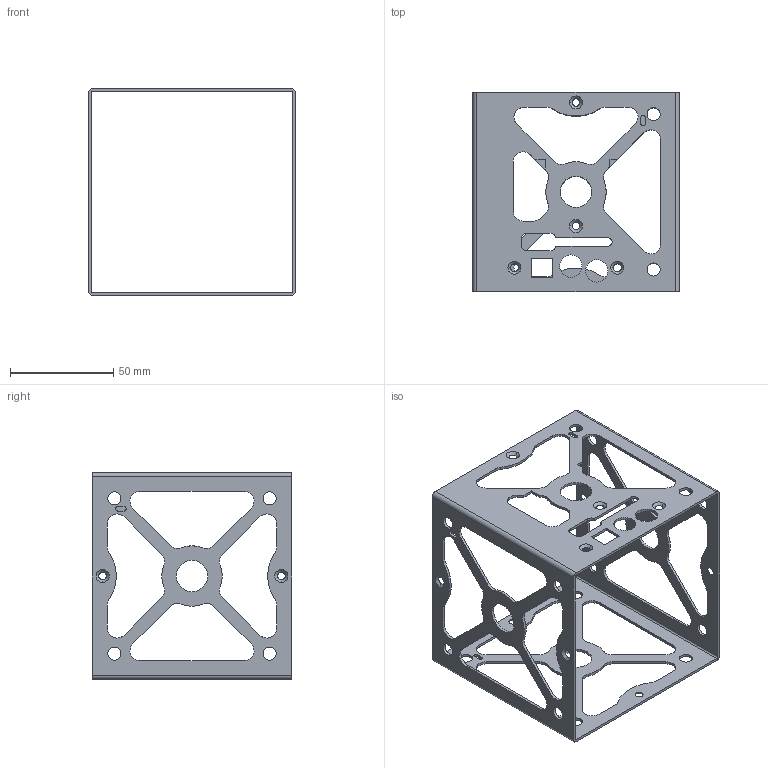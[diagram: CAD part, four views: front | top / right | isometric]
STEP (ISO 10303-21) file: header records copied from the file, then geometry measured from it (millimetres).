
FILE_DESCRIPTION (( 'STEP AP214' ), '1' );
FILE_NAME ('mid_skeletonized.STEP', '2020-11-14T06:23:47', ( '' ), ( '' ), 'SwSTEP 2.0', 'SolidWorks 2020', '' );
FILE_SCHEMA (( 'AUTOMOTIVE_DESIGN' ));
Length unit declared in the file: millimetre
Products named in the file (1): mid_skeletonized
Bounding box: 100 x 96.46 x 100 mm (x, y, z)
Volume: 24294.1 mm3; surface area: 43179 mm2
Topology: 1 solids, 1 shells, 300 faces, 894 edges, 596 vertices
Faces by surface type: cylinder 186, plane 94, cone 20
Entity records: 10512 total; most frequent: DIRECTION 1908, CARTESIAN_POINT 1791, ORIENTED_EDGE 1788, EDGE_CURVE 894, AXIS2_PLACEMENT_3D 713, VERTEX_POINT 596, LINE 482, VECTOR 482
